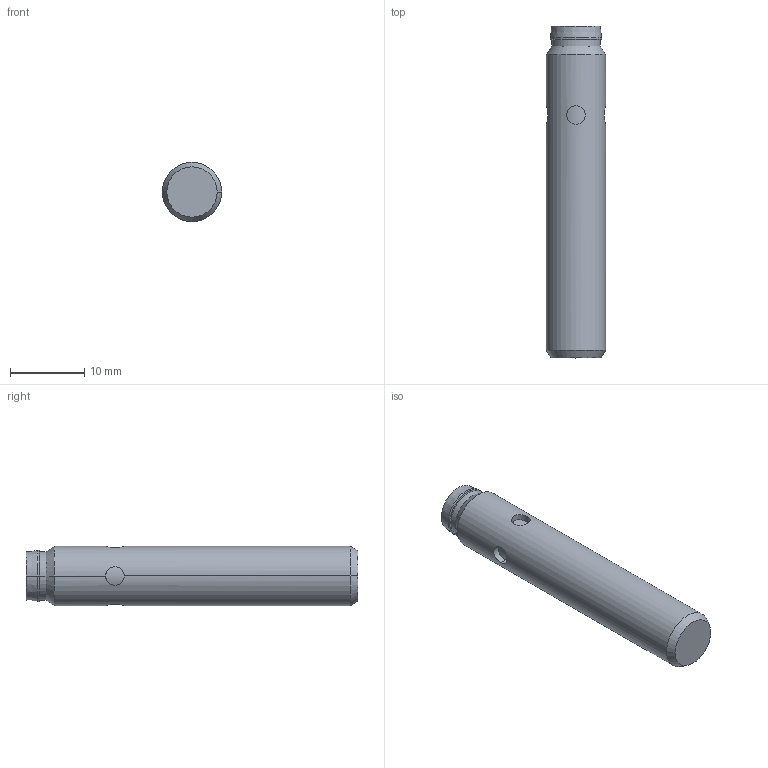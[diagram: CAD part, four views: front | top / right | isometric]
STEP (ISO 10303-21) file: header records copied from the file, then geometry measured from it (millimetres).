
FILE_DESCRIPTION((''),'2;1');
FILE_NAME('DM_CAD-1951_SW0001','2014-03-26T',('creinig-se'),(''),'PRO/ENGINEER BY PARAMETRIC TECHNOLOGY CORPORATION, 2013050','PRO/ENGINEER BY PARAMETRIC TECHNOLOGY CORPORATION, 2013050','');
FILE_SCHEMA(('CONFIG_CONTROL_DESIGN'));
Length unit declared in the file: millimetre
Products named in the file (1): DM_CAD-1951_SW0001
Bounding box: 8 x 44.8 x 8 mm (x, y, z)
Volume: 2176.1 mm3; surface area: 1220.1 mm2
Topology: 1 solids, 1 shells, 28 faces, 62 edges, 38 vertices
Faces by surface type: cylinder 18, cone 8, plane 2
Entity records: 1435 total; most frequent: CARTESIAN_POINT 557, ORIENTED_EDGE 124, DIRECTION 116, EDGE_CURVE 62, AXIS2_PLACEMENT_3D 46, VERTEX_POINT 38, COLOUR_RGB 38, EDGE_LOOP 30
